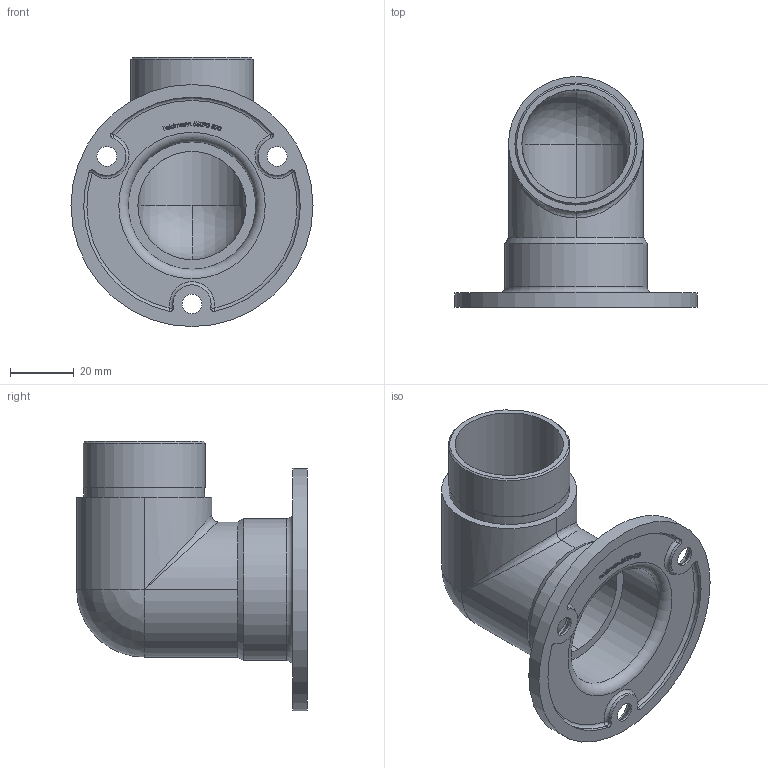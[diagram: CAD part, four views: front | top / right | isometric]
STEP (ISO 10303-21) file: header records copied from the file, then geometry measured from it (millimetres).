
FILE_DESCRIPTION (( 'STEP AP203' ), '1' );
FILE_NAME ('56090-320.step', '2020-03-10T13:58:50', ( '' ), ( '' ), 'SwSTEP 2.0', 'SolidWorks 2015', '' );
FILE_SCHEMA (( 'CONFIG_CONTROL_DESIGN' ));
Length unit declared in the file: millimetre
Products named in the file (2): 56090-320
Bounding box: 76 x 72.4 x 84.5 mm (x, y, z)
Volume: 47310.2 mm3; surface area: 30577.4 mm2
Topology: 1 solids, 1 shells, 295 faces, 761 edges, 484 vertices
Faces by surface type: bspline 125, plane 111, cylinder 36, sphere 10, torus 8, cone 5
Full cylindrical faces by diameter (mm): 6.2 x3, 12.2 x3, 34 x1, 37.9 x1, 38.3 x1, 40 x1, 44.6 x1, 76 x1
Entity records: 16003 total; most frequent: CARTESIAN_POINT 9634, ORIENTED_EDGE 1448, DIRECTION 910, EDGE_CURVE 724, VERTEX_POINT 480, VECTOR 382, LINE 382, EDGE_LOOP 352
